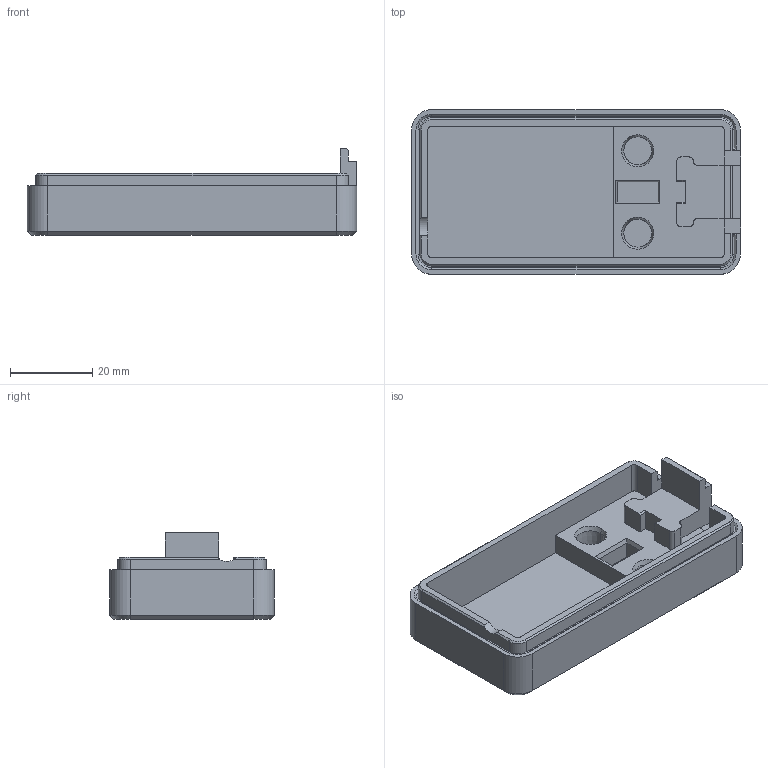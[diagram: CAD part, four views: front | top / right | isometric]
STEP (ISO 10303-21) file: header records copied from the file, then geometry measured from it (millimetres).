
FILE_DESCRIPTION (( 'STEP AP214' ), '1' );
FILE_NAME ('CWPT狟褲_絳霜羞', '2024-03-10T12:49:43', ( '' ), ( '' ), 'SwSTEP 2.0', 'SolidWorks 2024', '' );
FILE_SCHEMA (( 'AUTOMOTIVE_DESIGN' ));
Length unit declared in the file: millimetre
Products named in the file (1): CWPT下壳_导流槽
Bounding box: 80 x 40 x 21 mm (x, y, z)
Volume: 20961 mm3; surface area: 12871.1 mm2
Topology: 1 solids, 1 shells, 112 faces, 295 edges, 188 vertices
Faces by surface type: plane 73, cone 20, cylinder 19
Entity records: 3440 total; most frequent: CARTESIAN_POINT 602, ORIENTED_EDGE 590, DIRECTION 585, EDGE_CURVE 295, LINE 227, VECTOR 227, VERTEX_POINT 188, AXIS2_PLACEMENT_3D 179
